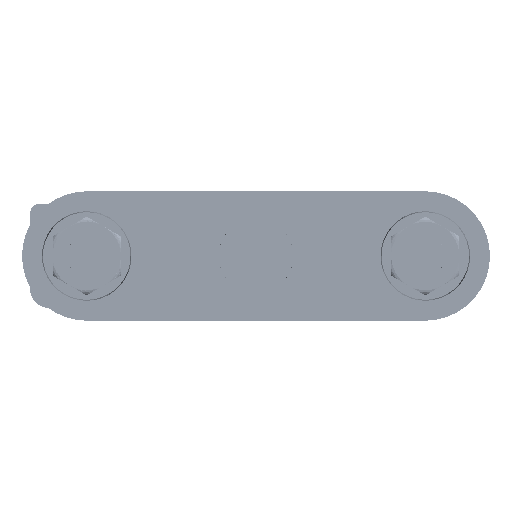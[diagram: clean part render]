
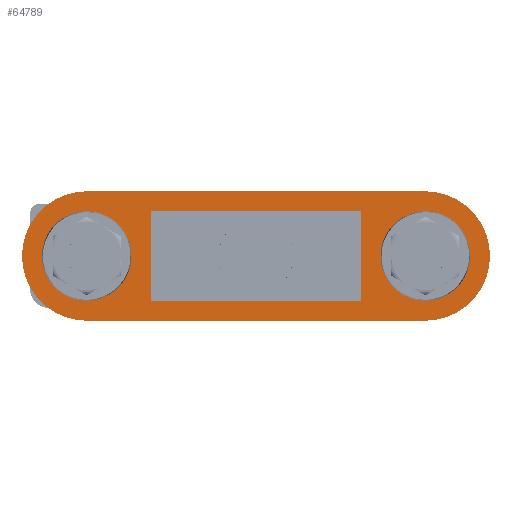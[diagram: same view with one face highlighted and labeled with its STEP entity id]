
A CAD part, front view. The second image highlights one B-rep face of the part: STEP entity #64789.
In plain terms, the highlighted planar face has unit normal (0, -1, 0).
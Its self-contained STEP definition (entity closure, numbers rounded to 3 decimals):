
#28549=DIRECTION('',(-1.,0.,0.));
#28550=VECTOR('',#28549,34.);
#28551=CARTESIAN_POINT('',(17.,12.,-6.5));
#28552=LINE('',#28551,#28550);
#28553=CARTESIAN_POINT('',(-17.,12.,0.));
#28554=DIRECTION('',(0.,1.,0.));
#28555=DIRECTION('',(0.,0.,-1.));
#28556=AXIS2_PLACEMENT_3D('',#28553,#28554,#28555);
#28558=CARTESIAN_POINT('',(-17.,12.,0.));
#28559=DIRECTION('',(0.,1.,0.));
#28560=DIRECTION('',(-1.,0.,0.));
#28561=AXIS2_PLACEMENT_3D('',#28558,#28559,#28560);
#28563=DIRECTION('',(1.,0.,0.));
#28564=VECTOR('',#28563,34.);
#28565=CARTESIAN_POINT('',(-17.,12.,6.5));
#28566=LINE('',#28565,#28564);
#28567=CARTESIAN_POINT('',(17.,12.,0.));
#28568=DIRECTION('',(0.,1.,0.));
#28569=DIRECTION('',(0.,0.,1.));
#28570=AXIS2_PLACEMENT_3D('',#28567,#28568,#28569);
#28572=CARTESIAN_POINT('',(17.,12.,0.));
#28573=DIRECTION('',(0.,1.,0.));
#28574=DIRECTION('',(1.,0.,0.));
#28575=AXIS2_PLACEMENT_3D('',#28572,#28573,#28574);
#28577=CARTESIAN_POINT('',(17.,12.,0.));
#28578=DIRECTION('',(0.,-1.,0.));
#28579=DIRECTION('',(-1.,0.,0.));
#28580=AXIS2_PLACEMENT_3D('',#28577,#28578,#28579);
#28582=CARTESIAN_POINT('',(17.,12.,0.));
#28583=DIRECTION('',(0.,-1.,0.));
#28584=DIRECTION('',(1.,0.,0.));
#28585=AXIS2_PLACEMENT_3D('',#28582,#28583,#28584);
#28587=CARTESIAN_POINT('',(-17.,12.,0.));
#28588=DIRECTION('',(0.,-1.,0.));
#28589=DIRECTION('',(-1.,0.,0.));
#28590=AXIS2_PLACEMENT_3D('',#28587,#28588,#28589);
#28592=CARTESIAN_POINT('',(-17.,12.,0.));
#28593=DIRECTION('',(0.,-1.,0.));
#28594=DIRECTION('',(1.,0.,0.));
#28595=AXIS2_PLACEMENT_3D('',#28592,#28593,#28594);
#28597=DIRECTION('',(0.,0.,-1.));
#28598=VECTOR('',#28597,9.);
#28599=CARTESIAN_POINT('',(-10.5,12.,4.5));
#28600=LINE('',#28599,#28598);
#28601=DIRECTION('',(1.,0.,0.));
#28602=VECTOR('',#28601,21.);
#28603=CARTESIAN_POINT('',(-10.5,12.,-4.5));
#28604=LINE('',#28603,#28602);
#28605=DIRECTION('',(0.,0.,1.));
#28606=VECTOR('',#28605,9.);
#28607=CARTESIAN_POINT('',(10.5,12.,-4.5));
#28608=LINE('',#28607,#28606);
#28609=DIRECTION('',(-1.,0.,0.));
#28610=VECTOR('',#28609,21.);
#28611=CARTESIAN_POINT('',(10.5,12.,4.5));
#28612=LINE('',#28611,#28610);
#32887=CARTESIAN_POINT('',(21.5,12.,0.));
#32888=CARTESIAN_POINT('',(12.5,12.,0.));
#32889=VERTEX_POINT('',#32887);
#32890=VERTEX_POINT('',#32888);
#32891=CARTESIAN_POINT('',(17.,12.,-6.5));
#32892=CARTESIAN_POINT('',(-17.,12.,-6.5));
#32893=VERTEX_POINT('',#32891);
#32894=VERTEX_POINT('',#32892);
#32895=CARTESIAN_POINT('',(-23.5,12.,0.));
#32896=VERTEX_POINT('',#32895);
#32897=CARTESIAN_POINT('',(-17.,12.,6.5));
#32898=VERTEX_POINT('',#32897);
#32899=CARTESIAN_POINT('',(17.,12.,6.5));
#32900=VERTEX_POINT('',#32899);
#32901=CARTESIAN_POINT('',(23.5,12.,0.));
#32902=VERTEX_POINT('',#32901);
#32903=CARTESIAN_POINT('',(-21.5,12.,0.));
#32904=CARTESIAN_POINT('',(-12.5,12.,0.));
#32905=VERTEX_POINT('',#32903);
#32906=VERTEX_POINT('',#32904);
#32907=CARTESIAN_POINT('',(-10.5,12.,4.5));
#32908=CARTESIAN_POINT('',(-10.5,12.,-4.5));
#32909=VERTEX_POINT('',#32907);
#32910=VERTEX_POINT('',#32908);
#32911=CARTESIAN_POINT('',(10.5,12.,-4.5));
#32912=VERTEX_POINT('',#32911);
#32913=CARTESIAN_POINT('',(10.5,12.,4.5));
#32914=VERTEX_POINT('',#32913);
#64754=CARTESIAN_POINT('',(17.,12.,0.));
#64755=DIRECTION('',(0.,-1.,0.));
#64756=DIRECTION('',(-1.,0.,0.));
#64757=AXIS2_PLACEMENT_3D('',#64754,#64755,#64756);
#64758=PLANE('',#64757);
#64760=ORIENTED_EDGE('',*,*,#64759,.T.);
#64761=ORIENTED_EDGE('',*,*,#36005,.T.);
#64763=ORIENTED_EDGE('',*,*,#64762,.T.);
#64764=ORIENTED_EDGE('',*,*,#36044,.T.);
#64765=ORIENTED_EDGE('',*,*,#36064,.T.);
#64766=ORIENTED_EDGE('',*,*,#36089,.T.);
#64767=EDGE_LOOP('',(#64760,#64761,#64763,#64764,#64765,#64766));
#64768=FACE_OUTER_BOUND('',#64767,.F.);
#64770=ORIENTED_EDGE('',*,*,#64769,.T.);
#64772=ORIENTED_EDGE('',*,*,#64771,.T.);
#64773=EDGE_LOOP('',(#64770,#64772));
#64774=FACE_BOUND('',#64773,.F.);
#64775=ORIENTED_EDGE('',*,*,#64748,.T.);
#64776=ORIENTED_EDGE('',*,*,#64734,.T.);
#64777=EDGE_LOOP('',(#64775,#64776));
#64778=FACE_BOUND('',#64777,.F.);
#64780=ORIENTED_EDGE('',*,*,#64779,.T.);
#64782=ORIENTED_EDGE('',*,*,#64781,.T.);
#64784=ORIENTED_EDGE('',*,*,#64783,.T.);
#64786=ORIENTED_EDGE('',*,*,#64785,.T.);
#64787=EDGE_LOOP('',(#64780,#64782,#64784,#64786));
#64788=FACE_BOUND('',#64787,.F.);
#64789=ADVANCED_FACE('',(#64768,#64774,#64778,#64788),#64758,.T.);
#28557=CIRCLE('',#28556,6.5);
#28562=CIRCLE('',#28561,6.5);
#28571=CIRCLE('',#28570,6.5);
#28576=CIRCLE('',#28575,6.5);
#28581=CIRCLE('',#28580,4.5);
#28586=CIRCLE('',#28585,4.5);
#28591=CIRCLE('',#28590,4.5);
#28596=CIRCLE('',#28595,4.5);
#36005=EDGE_CURVE('',#32894,#32896,#28557,.T.);
#36044=EDGE_CURVE('',#32898,#32900,#28566,.T.);
#36064=EDGE_CURVE('',#32900,#32902,#28571,.T.);
#36089=EDGE_CURVE('',#32902,#32893,#28576,.T.);
#64734=EDGE_CURVE('',#32906,#32905,#28596,.T.);
#64748=EDGE_CURVE('',#32905,#32906,#28591,.T.);
#64759=EDGE_CURVE('',#32893,#32894,#28552,.T.);
#64762=EDGE_CURVE('',#32896,#32898,#28562,.T.);
#64769=EDGE_CURVE('',#32890,#32889,#28581,.T.);
#64771=EDGE_CURVE('',#32889,#32890,#28586,.T.);
#64779=EDGE_CURVE('',#32909,#32910,#28600,.T.);
#64781=EDGE_CURVE('',#32910,#32912,#28604,.T.);
#64783=EDGE_CURVE('',#32912,#32914,#28608,.T.);
#64785=EDGE_CURVE('',#32914,#32909,#28612,.T.);
